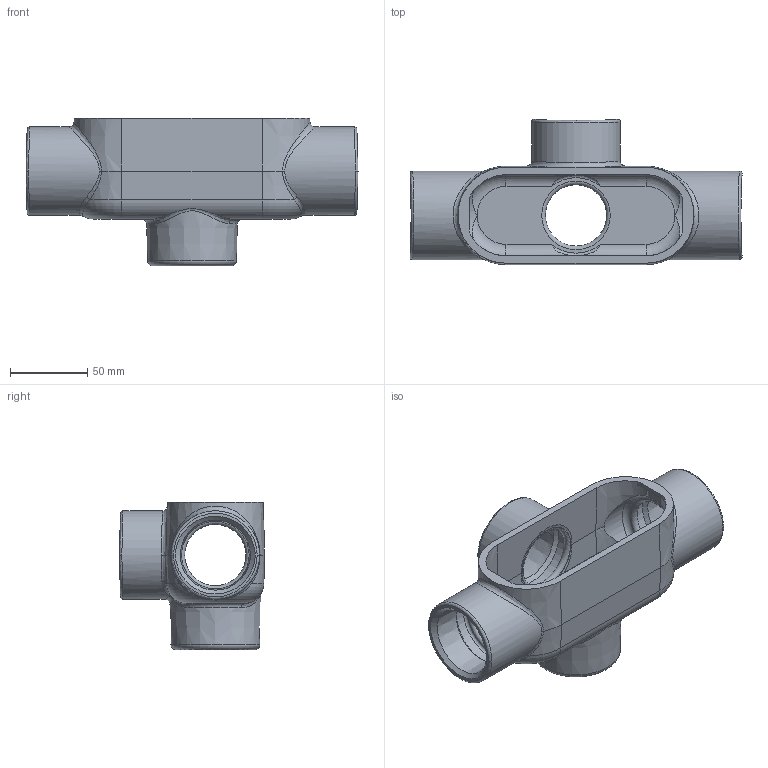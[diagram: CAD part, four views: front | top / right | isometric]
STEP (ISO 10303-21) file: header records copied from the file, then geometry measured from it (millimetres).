
FILE_DESCRIPTION(/* description */ (''),/* implementation_level */ '2;1');
FILE_NAME(/* name */ 'KIL_TA57.stp',/* time_stamp */ '2019-02-20T22:13:38+06:00',/* author */ ('avenkatesan'),/* organization */ (''),/* preprocessor_version */ 'ST-DEVELOPER v17',/* originating_system */ 'Autodesk Inventor 2018',/* authorisation */ '');
FILE_SCHEMA (('AUTOMOTIVE_DESIGN { 1 0 10303 214 3 1 1 }'));
Length unit declared in the file: inch
Products named in the file (1): 17700
Bounding box: 214.51 x 93.87 x 95.22 mm (x, y, z)
Volume: 228923.2 mm3; surface area: 93804.4 mm2
Topology: 1 solids, 1 shells, 151 faces, 404 edges, 257 vertices
Faces by surface type: plane 44, cylinder 29, cone 27, bspline 27, torus 22, sphere 2
Full cylindrical faces by diameter (mm): 48.412 x4, 57.15 x3
Entity records: 9877 total; most frequent: CARTESIAN_POINT 6100, ORIENTED_EDGE 808, DIRECTION 768, EDGE_CURVE 404, AXIS2_PLACEMENT_3D 328, VERTEX_POINT 257, EDGE_LOOP 161, CIRCLE 159
